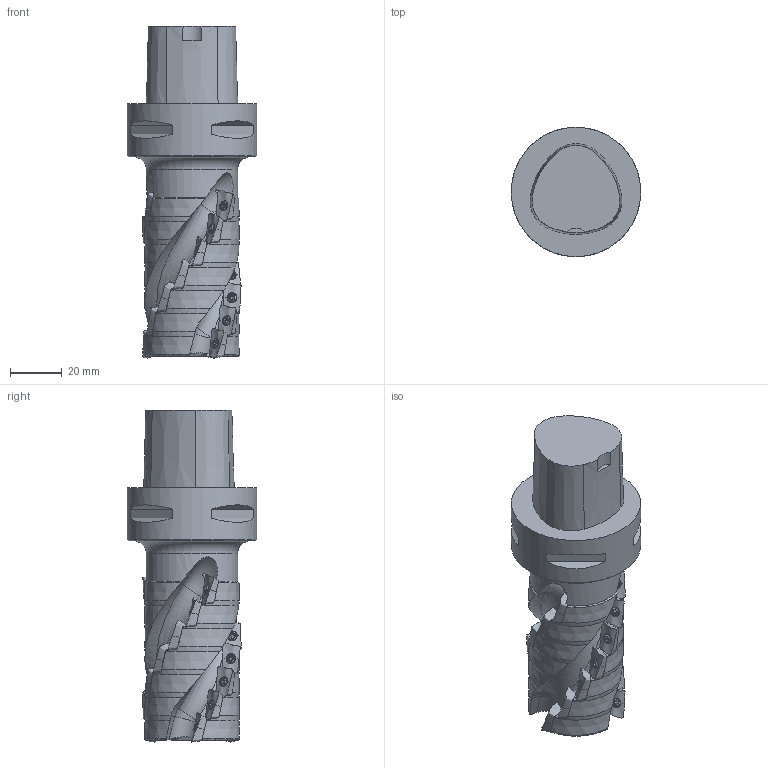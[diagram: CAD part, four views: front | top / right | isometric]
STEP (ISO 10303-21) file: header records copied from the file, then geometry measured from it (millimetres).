
FILE_DESCRIPTION(/* description */ (''),/* implementation_level */ '2;1');
FILE_NAME(/* name */ '1583476416798.stp',/* time_stamp */ '2020-03-06T12:03:55+06:00',/* author */ (''),/* organization */ ('SMS'),/* preprocessor_version */ 'ST-DEVELOPER v16.7',/* originating_system */ 'SIEMENS PLM Software NX 12.0',/* authorisation */ '');
FILE_SCHEMA (('AUTOMOTIVE_DESIGN { 1 0 10303 214 3 1 1 1 }'));
Products named in the file (4): ASSEMBLY_CONSTRUCTION; 201207134mod000_00; 202880442mod000_00; 202880501mod000_00
Assembly tree (23 placements, depth 2):
  202880501mod000_00
    202880442mod000_00
    201207134mod000_00  x21
    ASSEMBLY_CONSTRUCTION
Bounding box: 50 x 50 x 128.17 mm (x, y, z)
Volume: 129307.9 mm3; surface area: 26744.6 mm2
Topology: 22 solids, 22 shells, 1038 faces, 2516 edges, 1638 vertices
Faces by surface type: cylinder 321, plane 278, cone 224, bspline 117, torus 71, sphere 21, revolution 6
Full cylindrical faces by diameter (mm): 2.5 x21, 2.8 x21, 3.45 x21, 35.305 x1, 50 x1
Entity records: 61910 total; most frequent: CARTESIAN_POINT 44724, ORIENTED_EDGE 3466, DIRECTION 3462, EDGE_CURVE 1733, AXIS2_PLACEMENT_3D 1585, VERTEX_POINT 1142, EDGE_LOOP 902, ADVANCED_FACE 758
